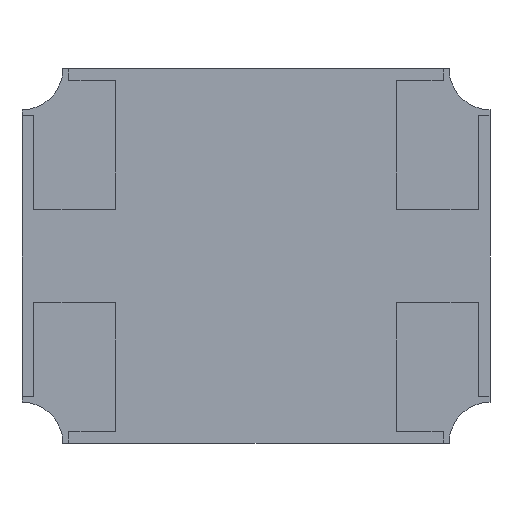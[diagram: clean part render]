
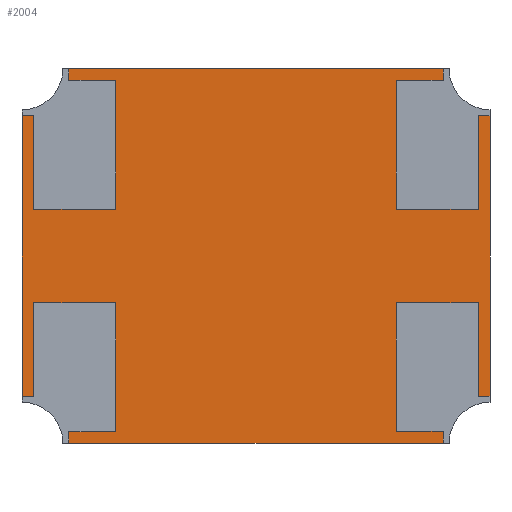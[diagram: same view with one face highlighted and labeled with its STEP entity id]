
A CAD part, front view. The second image highlights one B-rep face of the part: STEP entity #2004.
In plain terms, the highlighted planar face has unit normal (0, -1, 0).
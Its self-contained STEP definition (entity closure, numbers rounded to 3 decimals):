
#66=PLANE('',#2141);
#167=FACE_OUTER_BOUND('',#282,.T.);
#282=EDGE_LOOP('',(#1490,#1491,#1492,#1493,#1494,#1495,#1496,#1497,#1498,
#1499,#1500,#1501,#1502,#1503,#1504,#1505,#1506,#1507,#1508,#1509,#1510,
#1511,#1512,#1513,#1514,#1515,#1516,#1517));
#457=LINE('',#2953,#701);
#459=LINE('',#2958,#703);
#461=LINE('',#2962,#705);
#463=LINE('',#2965,#707);
#464=LINE('',#2968,#708);
#466=LINE('',#2972,#710);
#468=LINE('',#2976,#712);
#469=LINE('',#2978,#713);
#470=LINE('',#2980,#714);
#471=LINE('',#2982,#715);
#472=LINE('',#2984,#716);
#473=LINE('',#2986,#717);
#474=LINE('',#2988,#718);
#475=LINE('',#2990,#719);
#476=LINE('',#2992,#720);
#477=LINE('',#2994,#721);
#478=LINE('',#2996,#722);
#479=LINE('',#2998,#723);
#480=LINE('',#3000,#724);
#481=LINE('',#3002,#725);
#482=LINE('',#3004,#726);
#483=LINE('',#3006,#727);
#484=LINE('',#3008,#728);
#485=LINE('',#3010,#729);
#486=LINE('',#3012,#730);
#487=LINE('',#3014,#731);
#488=LINE('',#3016,#732);
#489=LINE('',#3017,#733);
#701=VECTOR('',#2381,0.2);
#703=VECTOR('',#2385,0.4);
#705=VECTOR('',#2389,0.35);
#707=VECTOR('',#2393,0.55);
#708=VECTOR('',#2396,0.05);
#710=VECTOR('',#2400,0.05);
#712=VECTOR('',#2404,1.2);
#713=VECTOR('',#2405,0.05);
#714=VECTOR('',#2406,0.4);
#715=VECTOR('',#2407,0.35);
#716=VECTOR('',#2408,0.55);
#717=VECTOR('',#2409,0.2);
#718=VECTOR('',#2410,0.05);
#719=VECTOR('',#2411,1.6);
#720=VECTOR('',#2412,0.05);
#721=VECTOR('',#2413,0.2);
#722=VECTOR('',#2414,0.55);
#723=VECTOR('',#2415,0.35);
#724=VECTOR('',#2416,0.4);
#725=VECTOR('',#2417,0.05);
#726=VECTOR('',#2418,1.2);
#727=VECTOR('',#2419,0.05);
#728=VECTOR('',#2420,0.4);
#729=VECTOR('',#2421,0.35);
#730=VECTOR('',#2422,0.55);
#731=VECTOR('',#2423,0.2);
#732=VECTOR('',#2424,0.05);
#733=VECTOR('',#2425,1.6);
#940=VERTEX_POINT('',#2949);
#941=VERTEX_POINT('',#2951);
#942=VERTEX_POINT('',#2955);
#943=VERTEX_POINT('',#2957);
#944=VERTEX_POINT('',#2961);
#945=VERTEX_POINT('',#2967);
#946=VERTEX_POINT('',#2971);
#947=VERTEX_POINT('',#2975);
#948=VERTEX_POINT('',#2977);
#949=VERTEX_POINT('',#2979);
#950=VERTEX_POINT('',#2981);
#951=VERTEX_POINT('',#2983);
#952=VERTEX_POINT('',#2985);
#953=VERTEX_POINT('',#2987);
#954=VERTEX_POINT('',#2989);
#955=VERTEX_POINT('',#2991);
#956=VERTEX_POINT('',#2993);
#957=VERTEX_POINT('',#2995);
#958=VERTEX_POINT('',#2997);
#959=VERTEX_POINT('',#2999);
#960=VERTEX_POINT('',#3001);
#961=VERTEX_POINT('',#3003);
#962=VERTEX_POINT('',#3005);
#963=VERTEX_POINT('',#3007);
#964=VERTEX_POINT('',#3009);
#965=VERTEX_POINT('',#3011);
#966=VERTEX_POINT('',#3013);
#967=VERTEX_POINT('',#3015);
#1145=EDGE_CURVE('',#940,#941,#457,.T.);
#1147=EDGE_CURVE('',#943,#942,#459,.T.);
#1149=EDGE_CURVE('',#944,#943,#461,.T.);
#1151=EDGE_CURVE('',#941,#944,#463,.T.);
#1152=EDGE_CURVE('',#942,#945,#464,.T.);
#1154=EDGE_CURVE('',#946,#940,#466,.T.);
#1156=EDGE_CURVE('',#945,#947,#468,.T.);
#1157=EDGE_CURVE('',#947,#948,#469,.T.);
#1158=EDGE_CURVE('',#948,#949,#470,.T.);
#1159=EDGE_CURVE('',#949,#950,#471,.T.);
#1160=EDGE_CURVE('',#950,#951,#472,.T.);
#1161=EDGE_CURVE('',#951,#952,#473,.T.);
#1162=EDGE_CURVE('',#952,#953,#474,.T.);
#1163=EDGE_CURVE('',#953,#954,#475,.T.);
#1164=EDGE_CURVE('',#954,#955,#476,.T.);
#1165=EDGE_CURVE('',#955,#956,#477,.T.);
#1166=EDGE_CURVE('',#956,#957,#478,.T.);
#1167=EDGE_CURVE('',#957,#958,#479,.T.);
#1168=EDGE_CURVE('',#958,#959,#480,.T.);
#1169=EDGE_CURVE('',#959,#960,#481,.T.);
#1170=EDGE_CURVE('',#960,#961,#482,.T.);
#1171=EDGE_CURVE('',#961,#962,#483,.T.);
#1172=EDGE_CURVE('',#962,#963,#484,.T.);
#1173=EDGE_CURVE('',#963,#964,#485,.T.);
#1174=EDGE_CURVE('',#964,#965,#486,.T.);
#1175=EDGE_CURVE('',#965,#966,#487,.T.);
#1176=EDGE_CURVE('',#966,#967,#488,.T.);
#1177=EDGE_CURVE('',#967,#946,#489,.T.);
#1490=ORIENTED_EDGE('',*,*,#1154,.T.);
#1491=ORIENTED_EDGE('',*,*,#1145,.T.);
#1492=ORIENTED_EDGE('',*,*,#1151,.T.);
#1493=ORIENTED_EDGE('',*,*,#1149,.T.);
#1494=ORIENTED_EDGE('',*,*,#1147,.T.);
#1495=ORIENTED_EDGE('',*,*,#1152,.T.);
#1496=ORIENTED_EDGE('',*,*,#1156,.T.);
#1497=ORIENTED_EDGE('',*,*,#1157,.T.);
#1498=ORIENTED_EDGE('',*,*,#1158,.T.);
#1499=ORIENTED_EDGE('',*,*,#1159,.T.);
#1500=ORIENTED_EDGE('',*,*,#1160,.T.);
#1501=ORIENTED_EDGE('',*,*,#1161,.T.);
#1502=ORIENTED_EDGE('',*,*,#1162,.T.);
#1503=ORIENTED_EDGE('',*,*,#1163,.T.);
#1504=ORIENTED_EDGE('',*,*,#1164,.T.);
#1505=ORIENTED_EDGE('',*,*,#1165,.T.);
#1506=ORIENTED_EDGE('',*,*,#1166,.T.);
#1507=ORIENTED_EDGE('',*,*,#1167,.T.);
#1508=ORIENTED_EDGE('',*,*,#1168,.T.);
#1509=ORIENTED_EDGE('',*,*,#1169,.T.);
#1510=ORIENTED_EDGE('',*,*,#1170,.T.);
#1511=ORIENTED_EDGE('',*,*,#1171,.T.);
#1512=ORIENTED_EDGE('',*,*,#1172,.T.);
#1513=ORIENTED_EDGE('',*,*,#1173,.T.);
#1514=ORIENTED_EDGE('',*,*,#1174,.T.);
#1515=ORIENTED_EDGE('',*,*,#1175,.T.);
#1516=ORIENTED_EDGE('',*,*,#1176,.T.);
#1517=ORIENTED_EDGE('',*,*,#1177,.T.);
#2004=ADVANCED_FACE('',(#167),#66,.F.);
#2141=AXIS2_PLACEMENT_3D('',#2974,#2402,#2403);
#2381=DIRECTION('',(-1.,0.,0.));
#2385=DIRECTION('',(0.,0.,-1.));
#2389=DIRECTION('',(1.,0.,0.));
#2393=DIRECTION('',(0.,0.,1.));
#2396=DIRECTION('',(1.,0.,0.));
#2400=DIRECTION('',(0.,0.,1.));
#2402=DIRECTION('center_axis',(0.,1.,0.));
#2403=DIRECTION('ref_axis',(0.,0.,1.));
#2404=DIRECTION('',(0.,0.,1.));
#2405=DIRECTION('',(-1.,0.,0.));
#2406=DIRECTION('',(0.,0.,-1.));
#2407=DIRECTION('',(-1.,0.,0.));
#2408=DIRECTION('',(0.,0.,1.));
#2409=DIRECTION('',(1.,0.,0.));
#2410=DIRECTION('',(0.,0.,1.));
#2411=DIRECTION('',(-1.,0.,0.));
#2412=DIRECTION('',(0.,0.,-1.));
#2413=DIRECTION('',(1.,0.,0.));
#2414=DIRECTION('',(0.,0.,-1.));
#2415=DIRECTION('',(-1.,0.,0.));
#2416=DIRECTION('',(0.,0.,1.));
#2417=DIRECTION('',(-1.,0.,0.));
#2418=DIRECTION('',(0.,0.,-1.));
#2419=DIRECTION('',(1.,0.,0.));
#2420=DIRECTION('',(0.,0.,1.));
#2421=DIRECTION('',(1.,0.,0.));
#2422=DIRECTION('',(0.,0.,-1.));
#2423=DIRECTION('',(-1.,0.,0.));
#2424=DIRECTION('',(0.,0.,-1.));
#2425=DIRECTION('',(1.,0.,0.));
#2949=CARTESIAN_POINT('',(0.8,0.,-0.75));
#2951=CARTESIAN_POINT('',(0.6,0.,-0.75));
#2953=CARTESIAN_POINT('',(0.475,0.,-0.75));
#2955=CARTESIAN_POINT('',(0.95,0.,-0.6));
#2957=CARTESIAN_POINT('',(0.95,0.,-0.2));
#2958=CARTESIAN_POINT('',(0.95,0.,-0.3));
#2961=CARTESIAN_POINT('',(0.6,0.,-0.2));
#2962=CARTESIAN_POINT('',(0.3,0.,-0.2));
#2965=CARTESIAN_POINT('',(0.6,0.,-0.375));
#2967=CARTESIAN_POINT('',(1.,0.,-0.6));
#2968=CARTESIAN_POINT('',(0.475,0.,-0.6));
#2971=CARTESIAN_POINT('',(0.8,0.,-0.8));
#2972=CARTESIAN_POINT('',(0.8,0.,-0.4));
#2974=CARTESIAN_POINT('Origin',(0.,0.,0.));
#2975=CARTESIAN_POINT('',(1.,0.,0.6));
#2976=CARTESIAN_POINT('',(1.,0.,-0.8));
#2977=CARTESIAN_POINT('',(0.95,0.,0.6));
#2978=CARTESIAN_POINT('',(0.475,0.,0.6));
#2979=CARTESIAN_POINT('',(0.95,0.,0.2));
#2980=CARTESIAN_POINT('',(0.95,0.,0.3));
#2981=CARTESIAN_POINT('',(0.6,0.,0.2));
#2982=CARTESIAN_POINT('',(0.3,0.,0.2));
#2983=CARTESIAN_POINT('',(0.6,0.,0.75));
#2984=CARTESIAN_POINT('',(0.6,0.,0.375));
#2985=CARTESIAN_POINT('',(0.8,0.,0.75));
#2986=CARTESIAN_POINT('',(0.475,0.,0.75));
#2987=CARTESIAN_POINT('',(0.8,0.,0.8));
#2988=CARTESIAN_POINT('',(0.8,0.,0.4));
#2989=CARTESIAN_POINT('',(-0.8,0.,0.8));
#2990=CARTESIAN_POINT('',(1.,0.,0.8));
#2991=CARTESIAN_POINT('',(-0.8,0.,0.75));
#2992=CARTESIAN_POINT('',(-0.8,0.,0.4));
#2993=CARTESIAN_POINT('',(-0.6,0.,0.75));
#2994=CARTESIAN_POINT('',(-0.475,0.,0.75));
#2995=CARTESIAN_POINT('',(-0.6,0.,0.2));
#2996=CARTESIAN_POINT('',(-0.6,0.,0.375));
#2997=CARTESIAN_POINT('',(-0.95,0.,0.2));
#2998=CARTESIAN_POINT('',(-0.3,0.,0.2));
#2999=CARTESIAN_POINT('',(-0.95,0.,0.6));
#3000=CARTESIAN_POINT('',(-0.95,0.,0.3));
#3001=CARTESIAN_POINT('',(-1.,0.,0.6));
#3002=CARTESIAN_POINT('',(-0.475,0.,0.6));
#3003=CARTESIAN_POINT('',(-1.,0.,-0.6));
#3004=CARTESIAN_POINT('',(-1.,0.,0.8));
#3005=CARTESIAN_POINT('',(-0.95,0.,-0.6));
#3006=CARTESIAN_POINT('',(-0.475,0.,-0.6));
#3007=CARTESIAN_POINT('',(-0.95,0.,-0.2));
#3008=CARTESIAN_POINT('',(-0.95,0.,-0.3));
#3009=CARTESIAN_POINT('',(-0.6,0.,-0.2));
#3010=CARTESIAN_POINT('',(-0.3,0.,-0.2));
#3011=CARTESIAN_POINT('',(-0.6,0.,-0.75));
#3012=CARTESIAN_POINT('',(-0.6,0.,-0.375));
#3013=CARTESIAN_POINT('',(-0.8,0.,-0.75));
#3014=CARTESIAN_POINT('',(-0.475,0.,-0.75));
#3015=CARTESIAN_POINT('',(-0.8,0.,-0.8));
#3016=CARTESIAN_POINT('',(-0.8,0.,-0.4));
#3017=CARTESIAN_POINT('',(-1.,0.,-0.8));
